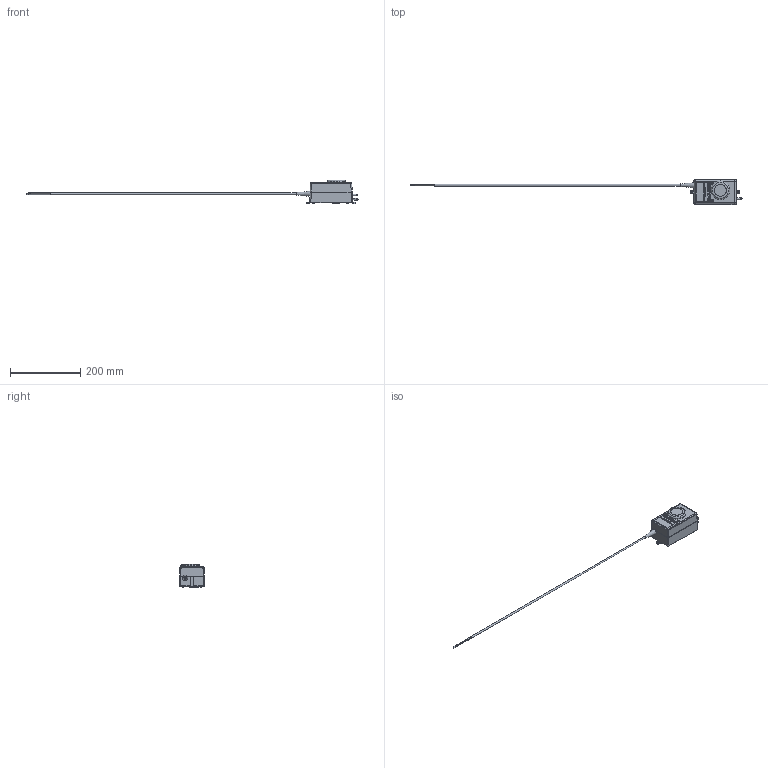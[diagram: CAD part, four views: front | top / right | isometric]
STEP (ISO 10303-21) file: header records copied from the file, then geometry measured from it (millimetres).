
FILE_DESCRIPTION(/* description */ ('Unknown'),/* implementation_level */ '2;1');
FILE_NAME(/* name */ '20 0015 526_1_Chemiepumpe ST-15 12V DC 10RPM',/* time_stamp */ '2017-10-09T15:12:46+02:00',/* author */ ('Unknown'),/* organization */ ('Unknown'),/* preprocessor_version */ 'ST-DEVELOPER v16.7',/* originating_system */ 'DEX',/* authorisation */ $);
FILE_SCHEMA (('AUTOMOTIVE_DESIGN {1 0 10303 214 3 1 1}'));
Length unit declared in the file: millimetre
Products named in the file (10): 20 0015 526_1_Chemiepumpe ST-15 12V DC 10RPM; 20 0015 492_TM_Chemiepumpe_ST-15_bearbeitet_oa_0; 18 2910 001_1_Gehäuse_Unterteil_ST-15; 20 0015 491_2_TM_Silikonschl._m._Tülle_ST-15_oa_1; 18 2950 002_Doppeltülle; 18 2940 014_Brady Clip Sveeves; 18 2920 006_Motorabdeckung_ST-15; 18 2920 005_1_Gehäuse_Oberteil_ST-15_bearbeitet; 04-0630_Blechschraube_DIN_7981-2,9x13; 20 0015 544_Kabel ST-15 kompl. 0,9m;2x0,75
Assembly tree (10 placements, depth 4):
  20 0015 526_1_Chemiepumpe ST-15 12V DC 10RPM
    20 0015 492_TM_Chemiepumpe_ST-15_bearbeitet_oa_0
      18 2910 001_1_Gehäuse_Unterteil_ST-15
      20 0015 491_2_TM_Silikonschl._m._Tülle_ST-15_oa_1
        18 2950 002_Doppeltülle
    18 2940 014_Brady Clip Sveeves
    18 2920 006_Motorabdeckung_ST-15
    18 2920 005_1_Gehäuse_Oberteil_ST-15_bearbeitet
    04-0630_Blechschraube_DIN_7981-2,9x13  x2
    20 0015 544_Kabel ST-15 kompl. 0,9m;2x0,75
Bounding box: 945.81 x 71.27 x 67.55 mm (x, y, z)
Volume: 126204.8 mm3; surface area: 105792.7 mm2
Topology: 8 solids, 8 shells, 596 faces, 1453 edges, 948 vertices
Faces by surface type: plane 379, cylinder 107, bspline 63, cone 29, torus 12, sphere 6
Full cylindrical faces by diameter (mm): 1.4 x4, 1.8 x8, 2 x2, 2.4 x4, 2.9 x2, 3 x2, 3.5 x2, 4 x2, 4.5 x2, 5 x4, 5.6 x2, 6 x2, 8 x4, 10 x1, 15 x1, 16 x1, 31 x1, 41.75 x1, 44.75 x1, 45 x1, 45.3 x1, 53 x1
Entity records: 20026 total; most frequent: CARTESIAN_POINT 6753, ORIENTED_EDGE 2610, DIRECTION 2524, EDGE_CURVE 1305, LINE 902, VECTOR 902, VERTEX_POINT 902, AXIS2_PLACEMENT_3D 811
